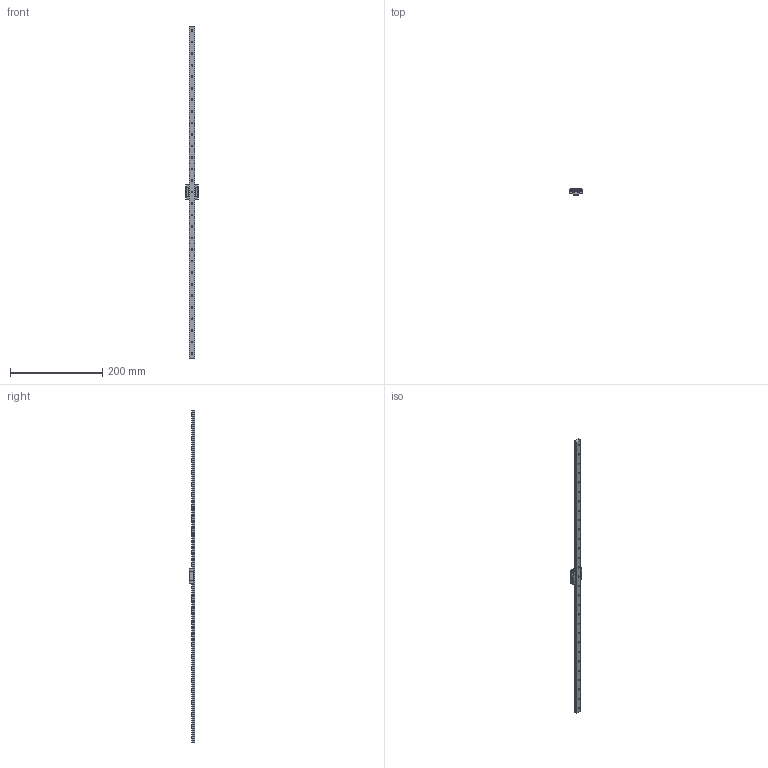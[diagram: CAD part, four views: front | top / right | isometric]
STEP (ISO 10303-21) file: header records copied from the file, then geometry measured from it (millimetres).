
FILE_DESCRIPTION( ( 'STEP AP203' ), ' ' );
FILE_NAME( 'SSEB13-720.stp', '2017-05-31T10:19:24', ( '' ), ( '' ), ' ', 'PARTsolutions', ' ' );
FILE_SCHEMA( ( 'CONFIG_CONTROL_DESIGN' ) );
Length unit declared in the file: millimetre
Products named in the file (3): SSEB13-720; _SSEB13-720_r; _SSEB13_b
Assembly tree (2 placements, depth 2):
  SSEB13-720
    _SSEB13-720_r
    _SSEB13_b
Bounding box: 27 x 13 x 720 mm (x, y, z)
Volume: 62902.4 mm3; surface area: 38465.7 mm2
Topology: 2 solids, 2 shells, 355 faces, 946 edges, 630 vertices
Faces by surface type: plane 237, cylinder 110, cone 8
Full cylindrical faces by diameter (mm): 2.459 x4, 3 x4, 3.5 x29, 6 x29
Entity records: 10808 total; most frequent: CARTESIAN_POINT 1844, DIRECTION 1802, ORIENTED_EDGE 1724, EDGE_CURVE 862, LINE 638, VECTOR 638, VERTEX_POINT 624, AXIS2_PLACEMENT_3D 582
